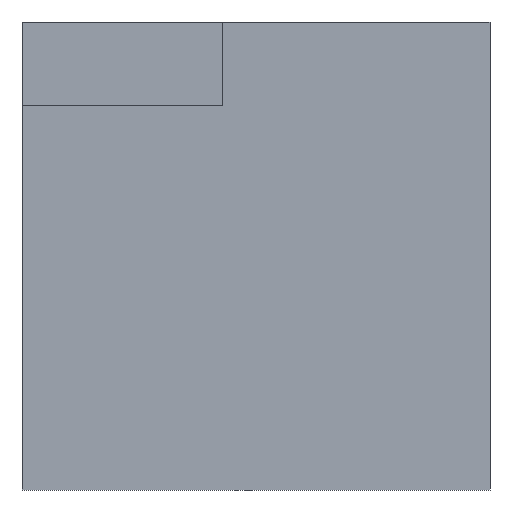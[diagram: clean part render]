
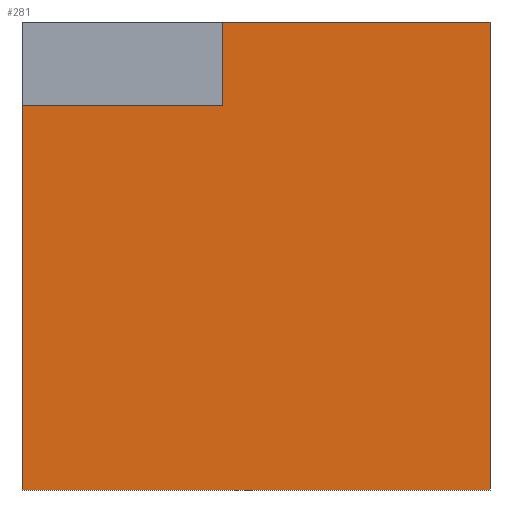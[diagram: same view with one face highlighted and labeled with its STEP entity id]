
A CAD part, front view. The second image highlights one B-rep face of the part: STEP entity #281.
In plain terms, the highlighted planar face has unit normal (0, -1, 0).
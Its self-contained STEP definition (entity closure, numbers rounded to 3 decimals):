
#9=DIRECTION('',(1.,0.,0.));
#10=VECTOR('',#9,28.);
#11=CARTESIAN_POINT('',(-14.,-14.,17.));
#12=LINE('',#11,#10);
#41=DIRECTION('',(0.,0.,1.));
#42=VECTOR('',#41,28.);
#43=CARTESIAN_POINT('',(14.,-14.,17.));
#44=LINE('',#43,#42);
#49=DIRECTION('',(1.,0.,0.));
#50=VECTOR('',#49,12.);
#51=CARTESIAN_POINT('',(-14.,-14.,40.));
#52=LINE('',#51,#50);
#53=DIRECTION('',(0.,0.,-1.));
#54=VECTOR('',#53,5.);
#55=CARTESIAN_POINT('',(-2.,-14.,45.));
#56=LINE('',#55,#54);
#57=DIRECTION('',(0.,0.,1.));
#58=VECTOR('',#57,23.);
#59=CARTESIAN_POINT('',(-14.,-14.,17.));
#60=LINE('',#59,#58);
#93=DIRECTION('',(1.,0.,0.));
#94=VECTOR('',#93,16.);
#95=CARTESIAN_POINT('',(-2.,-14.,45.));
#96=LINE('',#95,#94);
#153=CARTESIAN_POINT('',(-14.,-14.,17.));
#154=VERTEX_POINT('',#153);
#155=CARTESIAN_POINT('',(14.,-14.,17.));
#156=VERTEX_POINT('',#155);
#159=CARTESIAN_POINT('',(14.,-14.,45.));
#160=VERTEX_POINT('',#159);
#161=CARTESIAN_POINT('',(-2.,-14.,45.));
#163=VERTEX_POINT('',#161);
#167=CARTESIAN_POINT('',(-14.,-14.,40.));
#169=VERTEX_POINT('',#167);
#171=CARTESIAN_POINT('',(-2.,-14.,40.));
#172=VERTEX_POINT('',#171);
#264=CARTESIAN_POINT('',(-14.,-14.,17.));
#265=DIRECTION('',(0.,-1.,0.));
#266=DIRECTION('',(1.,0.,0.));
#267=AXIS2_PLACEMENT_3D('',#264,#265,#266);
#268=PLANE('',#267);
#270=ORIENTED_EDGE('',*,*,#269,.T.);
#272=ORIENTED_EDGE('',*,*,#271,.F.);
#274=ORIENTED_EDGE('',*,*,#273,.T.);
#275=ORIENTED_EDGE('',*,*,#255,.F.);
#276=ORIENTED_EDGE('',*,*,#206,.F.);
#278=ORIENTED_EDGE('',*,*,#277,.T.);
#279=EDGE_LOOP('',(#270,#272,#274,#275,#276,#278));
#280=FACE_OUTER_BOUND('',#279,.F.);
#281=ADVANCED_FACE('',(#280),#268,.T.);
#206=EDGE_CURVE('',#154,#156,#12,.T.);
#255=EDGE_CURVE('',#156,#160,#44,.T.);
#269=EDGE_CURVE('',#169,#172,#52,.T.);
#271=EDGE_CURVE('',#163,#172,#56,.T.);
#273=EDGE_CURVE('',#163,#160,#96,.T.);
#277=EDGE_CURVE('',#154,#169,#60,.T.);
